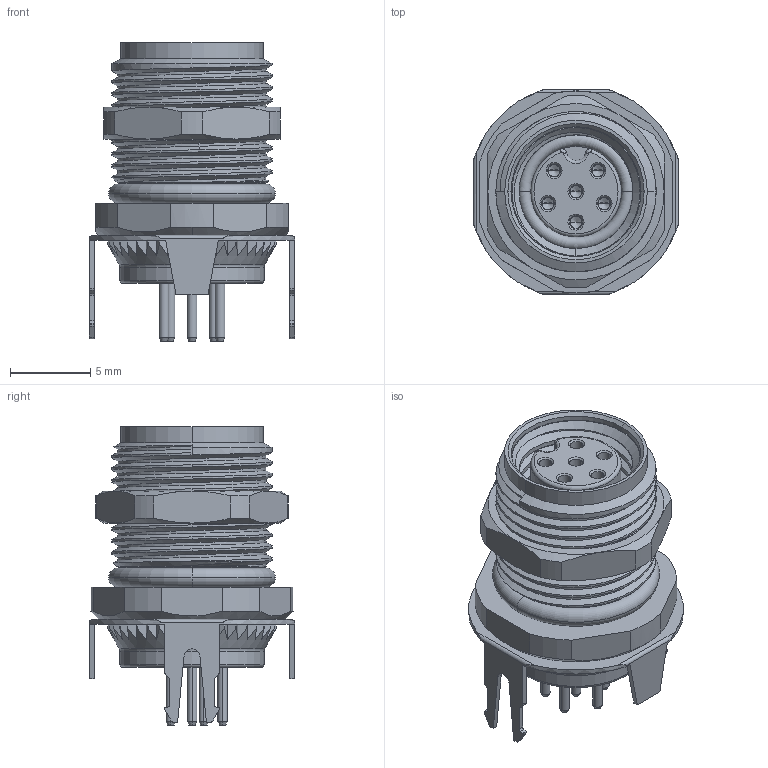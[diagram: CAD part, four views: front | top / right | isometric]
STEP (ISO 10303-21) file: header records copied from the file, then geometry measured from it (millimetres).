
FILE_DESCRIPTION((''),'2;1');
FILE_NAME('6P-K166666_6A','2025-09-08T',('gongcheng16'),(''),'PRO/ENGINEER BY PARAMETRIC TECHNOLOGY CORPORATION, 2010280','PRO/ENGINEER BY PARAMETRIC TECHNOLOGY CORPORATION, 2010280','');
FILE_SCHEMA(('CONFIG_CONTROL_DESIGN'));
Products named in the file (1): 6P-K166666_6A
Bounding box: 12.8 x 12.8 x 18.6 mm (x, y, z)
Volume: 236.8 mm3; surface area: 16944.5 mm2
Topology: 1 solids, 200 shells, 2572 faces, 9349 edges, 6822 vertices
Faces by surface type: plane 1024, cylinder 921, cone 364, bspline 155, torus 108
Entity records: 160963 total; most frequent: CARTESIAN_POINT 85312, ORIENTED_EDGE 15066, DIRECTION 14912, EDGE_CURVE 9337, VERTEX_POINT 6822, AXIS2_PLACEMENT_3D 5509, VECTOR 3894, LINE 3894
